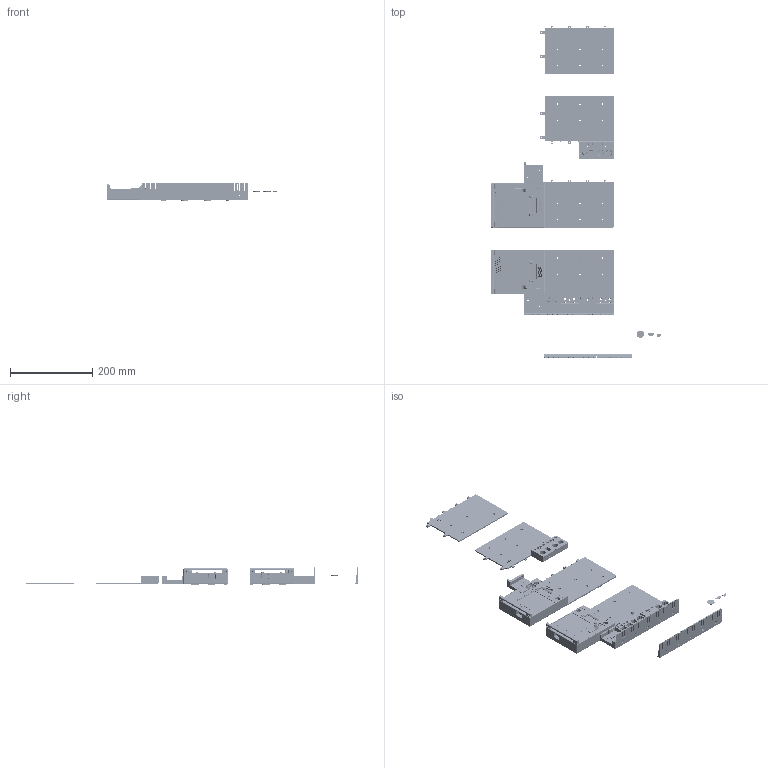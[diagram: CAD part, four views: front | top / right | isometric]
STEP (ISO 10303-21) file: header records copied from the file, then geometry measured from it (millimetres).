
FILE_DESCRIPTION(('STEP AP214'),'1');
FILE_NAME('MBBKV2-D11A-DSO112A-ALL.stp','2019-02-28T21:06:43',(''),(''),'Spatial InterOp 3D',' ',' ');
FILE_SCHEMA(('automotive_design'));
Length unit declared in the file: inch
Products named in the file (58): Part_7442799; Part_7441839; Part_7441837; Part_7441838; Part_8048015; Part_7441356; Part_7528061; Translate_7566518; Part_7657907; Part_7787274; Part_7787273; Part_7931045; Part_7931258; Part_7931470; Part_8038439; Part_8038438; Part_7441835; 1; Part_7556921; Part_7441836; Part_7440737; Part_7441834; Part_8157187; 2; Part_7784711; 3; 4; Surface Face_41313890; Translate_41471155; Translate_41473887; Translate_41507345; Translate_41509265; Part_45505826; Part_45505825; Part_45505824; Translate_45543903; Translate_45543975; Translate_45544385; Translate_45544641; Translate_45545211 ...
Bounding box: 415.43 x 808.79 x 43.9 mm (x, y, z)
Volume: 897712.7 mm3; surface area: 552785.2 mm2
Topology: 56 solids, 57 shells, 9181 faces, 25109 edges, 16226 vertices
Faces by surface type: plane 4464, cylinder 3530, extrusion 344, torus 316, bspline 226, cone 169, sphere 132
Entity records: 423618 total; most frequent: CARTESIAN_POINT 90993, ORIENTED_EDGE 50031, DIRECTION 49362, EDGE_CURVE 25017, AXIS2_PLACEMENT_3D 16867, VERTEX_POINT 16190, VECTOR 15628, LINE 15284
